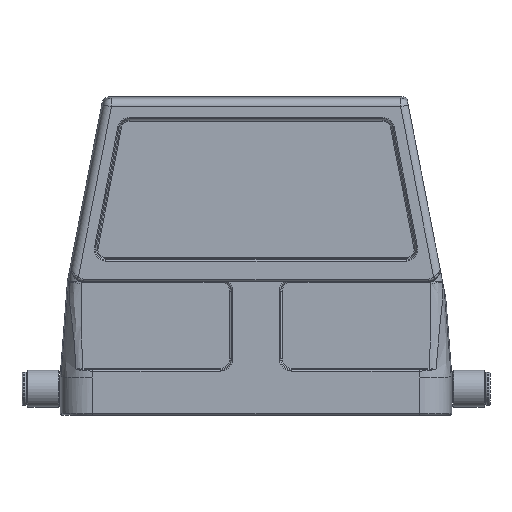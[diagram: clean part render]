
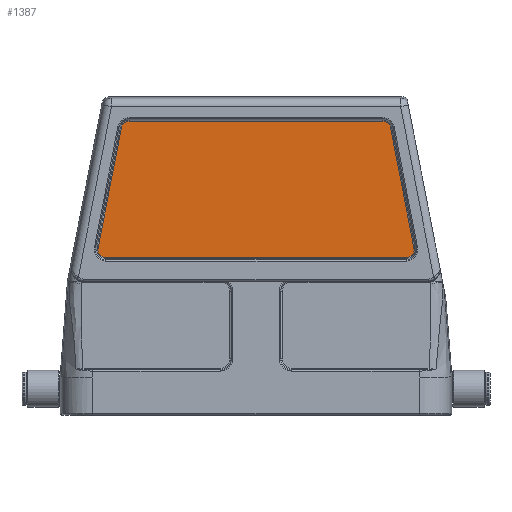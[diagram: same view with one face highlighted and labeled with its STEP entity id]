
A CAD part, front view. The second image highlights one B-rep face of the part: STEP entity #1387.
In plain terms, the highlighted planar face has unit normal (0, -1, 0).
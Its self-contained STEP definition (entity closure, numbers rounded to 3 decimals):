
#1387=ADVANCED_FACE('',(#2088),#1914,.F.);
#1914=PLANE('',#11526);
#2088=FACE_OUTER_BOUND('',#2590,.T.);
#2590=EDGE_LOOP('',(#3385,#3386,#3387,#3388,#3389,#3390,#3391,#3392));
#3385=ORIENTED_EDGE('',*,*,#6637,.T.);
#3386=ORIENTED_EDGE('',*,*,#6638,.T.);
#3387=ORIENTED_EDGE('',*,*,#6639,.T.);
#3388=ORIENTED_EDGE('',*,*,#6640,.T.);
#3389=ORIENTED_EDGE('',*,*,#6641,.T.);
#3390=ORIENTED_EDGE('',*,*,#6642,.T.);
#3391=ORIENTED_EDGE('',*,*,#6643,.T.);
#3392=ORIENTED_EDGE('',*,*,#6644,.T.);
#5861=VERTEX_POINT('',#17018);
#5862=VERTEX_POINT('',#17019);
#5863=VERTEX_POINT('',#17021);
#5864=VERTEX_POINT('',#17023);
#5865=VERTEX_POINT('',#17025);
#5866=VERTEX_POINT('',#17027);
#5867=VERTEX_POINT('',#17029);
#5868=VERTEX_POINT('',#17031);
#6637=EDGE_CURVE('',#5861,#5862,#9581,.T.);
#6638=EDGE_CURVE('',#5862,#5863,#7672,.T.);
#6639=EDGE_CURVE('',#5863,#5864,#9582,.T.);
#6640=EDGE_CURVE('',#5864,#5865,#7673,.T.);
#6641=EDGE_CURVE('',#5865,#5866,#9583,.T.);
#6642=EDGE_CURVE('',#5866,#5867,#7674,.T.);
#6643=EDGE_CURVE('',#5867,#5868,#9584,.T.);
#6644=EDGE_CURVE('',#5868,#5861,#7675,.T.);
#7672=CIRCLE('',#11522,1.835);
#7673=CIRCLE('',#11523,1.835);
#7674=CIRCLE('',#11524,1.835);
#7675=CIRCLE('',#11525,1.835);
#9581=LINE('',#17017,#10214);
#9582=LINE('',#17022,#10215);
#9583=LINE('',#17026,#10216);
#9584=LINE('',#17030,#10217);
#10214=VECTOR('',#12718,1.);
#10215=VECTOR('',#12721,1.);
#10216=VECTOR('',#12724,1.);
#10217=VECTOR('',#12727,1.);
#11522=AXIS2_PLACEMENT_3D('',#17020,#12719,#12720);
#11523=AXIS2_PLACEMENT_3D('',#17024,#12722,#12723);
#11524=AXIS2_PLACEMENT_3D('',#17028,#12725,#12726);
#11525=AXIS2_PLACEMENT_3D('',#17032,#12728,#12729);
#11526=AXIS2_PLACEMENT_3D('',#17033,#12730,#12731);
#12718=DIRECTION('',(-0.191,0.,0.982));
#12719=DIRECTION('',(0.,-1.,0.));
#12720=DIRECTION('',(0.,0.,1.));
#12721=DIRECTION('',(-1.,0.,0.));
#12722=DIRECTION('',(0.,-1.,0.));
#12723=DIRECTION('',(0.,0.,1.));
#12724=DIRECTION('',(-0.191,0.,-0.982));
#12725=DIRECTION('',(0.,-1.,0.));
#12726=DIRECTION('',(0.,0.,1.));
#12727=DIRECTION('',(1.,0.,0.));
#12728=DIRECTION('',(0.,-1.,0.));
#12729=DIRECTION('',(0.,0.,1.));
#12730=DIRECTION('',(0.,1.,0.));
#12731=DIRECTION('',(0.,0.,-1.));
#17017=CARTESIAN_POINT('',(32.095,-21.25,59.55));
#17018=CARTESIAN_POINT('',(37.703,-21.25,30.7));
#17019=CARTESIAN_POINT('',(32.095,-21.25,59.55));
#17020=CARTESIAN_POINT('',(30.294,-21.25,59.2));
#17021=CARTESIAN_POINT('',(30.294,-21.25,61.035));
#17022=CARTESIAN_POINT('',(-30.294,-21.25,61.035));
#17023=CARTESIAN_POINT('',(-30.294,-21.25,61.035));
#17024=CARTESIAN_POINT('',(-30.294,-21.25,59.2));
#17025=CARTESIAN_POINT('',(-32.095,-21.25,59.55));
#17026=CARTESIAN_POINT('',(-37.703,-21.25,30.7));
#17027=CARTESIAN_POINT('',(-37.703,-21.25,30.7));
#17028=CARTESIAN_POINT('',(-35.902,-21.25,30.35));
#17029=CARTESIAN_POINT('',(-35.902,-21.25,28.515));
#17030=CARTESIAN_POINT('',(35.902,-21.25,28.515));
#17031=CARTESIAN_POINT('',(35.902,-21.25,28.515));
#17032=CARTESIAN_POINT('',(35.902,-21.25,30.35));
#17033=CARTESIAN_POINT('',(30.294,-21.25,59.2));
